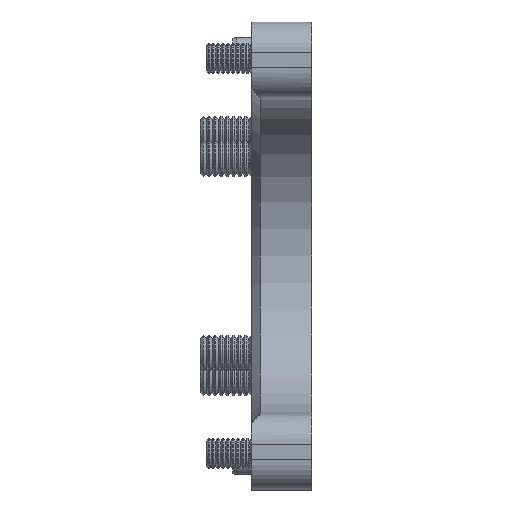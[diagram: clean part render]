
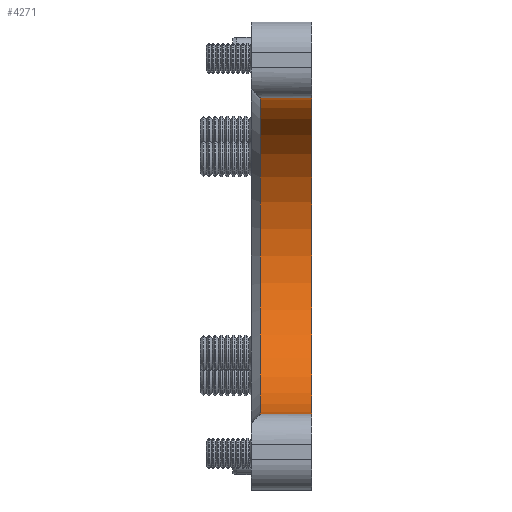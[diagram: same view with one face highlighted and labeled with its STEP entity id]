
A CAD part, left-side view. The second image highlights one B-rep face of the part: STEP entity #4271.
In plain terms, the highlighted cylindrical face has radius 26 mm (diameter 52 mm), a partial arc.
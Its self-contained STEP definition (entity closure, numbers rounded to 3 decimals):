
#3 = CARTESIAN_POINT ( 'NONE',  ( -111., -10., -26. ) ) ;
#50 = ORIENTED_EDGE ( 'NONE', *, *, #1799, .T. ) ;
#663 = AXIS2_PLACEMENT_3D ( 'NONE', #1547, #787, #2885 ) ;
#669 = CARTESIAN_POINT ( 'NONE',  ( -111., -1.5, 0. ) ) ;
#673 = DIRECTION ( 'NONE',  ( 0., 0., 1. ) ) ;
#784 = ORIENTED_EDGE ( 'NONE', *, *, #3640, .F. ) ;
#787 = DIRECTION ( 'NONE',  ( 0., 1., 0. ) ) ;
#853 = ORIENTED_EDGE ( 'NONE', *, *, #2622, .T. ) ;
#1028 = VECTOR ( 'NONE', #2053, 1000. ) ;
#1337 = CARTESIAN_POINT ( 'NONE',  ( -111., -1.5, -26. ) ) ;
#1502 = LINE ( 'NONE', #1952, #4318 ) ;
#1547 = CARTESIAN_POINT ( 'NONE',  ( -111., -10., 0. ) ) ;
#1749 = CARTESIAN_POINT ( 'NONE',  ( -111., -10., 26. ) ) ;
#1799 = EDGE_CURVE ( 'NONE', #4028, #3019, #1846, .T. ) ;
#1846 = CIRCLE ( 'NONE', #2104, 26. ) ;
#1874 = FACE_OUTER_BOUND ( 'NONE', #4825, .T. ) ;
#1952 = CARTESIAN_POINT ( 'NONE',  ( -111., -10., 26. ) ) ;
#2053 = DIRECTION ( 'NONE',  ( 0., 1., 0. ) ) ;
#2104 = AXIS2_PLACEMENT_3D ( 'NONE', #669, #2326, #4826 ) ;
#2111 = CIRCLE ( 'NONE', #663, 26. ) ;
#2326 = DIRECTION ( 'NONE',  ( 0., 1., 0. ) ) ;
#2434 = VERTEX_POINT ( 'NONE', #1749 ) ;
#2563 = AXIS2_PLACEMENT_3D ( 'NONE', #2657, #5156, #673 ) ;
#2622 = EDGE_CURVE ( 'NONE', #2434, #4028, #1502, .T. ) ;
#2657 = CARTESIAN_POINT ( 'NONE',  ( -111., -10., 0. ) ) ;
#2743 = EDGE_CURVE ( 'NONE', #2970, #3019, #4067, .T. ) ;
#2885 = DIRECTION ( 'NONE',  ( 0., 0., 1. ) ) ;
#2970 = VERTEX_POINT ( 'NONE', #3872 ) ;
#3019 = VERTEX_POINT ( 'NONE', #1337 ) ;
#3163 = CYLINDRICAL_SURFACE ( 'NONE', #2563, 26. ) ;
#3600 = DIRECTION ( 'NONE',  ( 0., 1., 0. ) ) ;
#3640 = EDGE_CURVE ( 'NONE', #2434, #2970, #2111, .T. ) ;
#3704 = ORIENTED_EDGE ( 'NONE', *, *, #2743, .F. ) ;
#3872 = CARTESIAN_POINT ( 'NONE',  ( -111., -10., -26. ) ) ;
#4028 = VERTEX_POINT ( 'NONE', #4811 ) ;
#4067 = LINE ( 'NONE', #3, #1028 ) ;
#4271 = ADVANCED_FACE ( 'NONE', ( #1874 ), #3163, .F. ) ;
#4318 = VECTOR ( 'NONE', #3600, 1000. ) ;
#4811 = CARTESIAN_POINT ( 'NONE',  ( -111., -1.5, 26. ) ) ;
#4825 = EDGE_LOOP ( 'NONE', ( #853, #50, #3704, #784 ) ) ;
#4826 = DIRECTION ( 'NONE',  ( 0., 0., -1. ) ) ;
#5156 = DIRECTION ( 'NONE',  ( 0., 1., 0. ) ) ;
